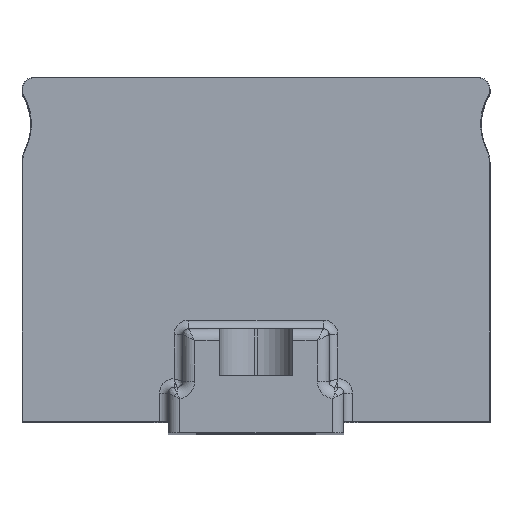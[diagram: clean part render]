
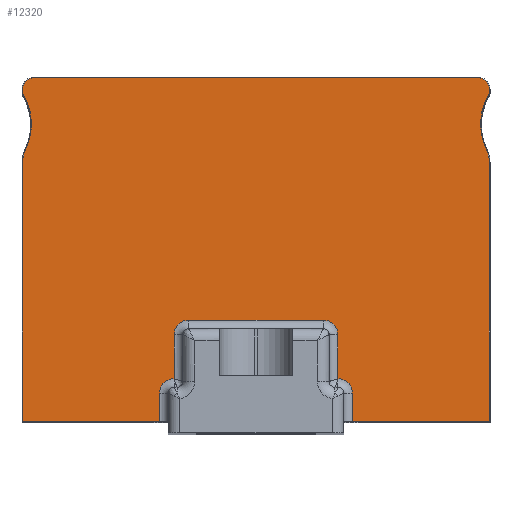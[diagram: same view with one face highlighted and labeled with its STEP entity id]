
A CAD part, top view. The second image highlights one B-rep face of the part: STEP entity #12320.
In plain terms, the highlighted planar face has unit normal (0, 0, 1).
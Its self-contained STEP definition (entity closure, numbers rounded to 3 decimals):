
#1612=DIRECTION('',(0.,-1.,0.));
#1613=VECTOR('',#1612,44.262);
#1614=CARTESIAN_POINT('',(-39.9,46.262,146.));
#1615=LINE('',#1614,#1613);
#1616=CARTESIAN_POINT('',(-35.,46.262,146.));
#1617=DIRECTION('',(0.,0.,1.));
#1618=DIRECTION('',(-0.9,0.436,0.));
#1619=AXIS2_PLACEMENT_3D('',#1616,#1617,#1618);
#1621=CARTESIAN_POINT('',(-48.5,52.8,146.));
#1622=DIRECTION('',(0.,0.,-1.));
#1623=DIRECTION('',(0.857,0.515,0.));
#1624=AXIS2_PLACEMENT_3D('',#1621,#1622,#1623);
#1626=CARTESIAN_POINT('',(-39.5,58.208,146.));
#1627=DIRECTION('',(0.,0.,1.));
#1628=DIRECTION('',(-1.,0.,0.));
#1629=AXIS2_PLACEMENT_3D('',#1626,#1627,#1628);
#1631=DIRECTION('',(0.,-1.,0.));
#1632=VECTOR('',#1631,0.592);
#1633=CARTESIAN_POINT('',(-39.9,58.8,146.));
#1634=LINE('',#1633,#1632);
#1635=CARTESIAN_POINT('',(-38.,58.8,146.));
#1636=DIRECTION('',(0.,0.,1.));
#1637=DIRECTION('',(0.,1.,0.));
#1638=AXIS2_PLACEMENT_3D('',#1635,#1636,#1637);
#1640=DIRECTION('',(-1.,0.,0.));
#1641=VECTOR('',#1640,76.);
#1642=CARTESIAN_POINT('',(38.,60.7,146.));
#1643=LINE('',#1642,#1641);
#1644=CARTESIAN_POINT('',(38.,58.8,146.));
#1645=DIRECTION('',(0.,0.,1.));
#1646=DIRECTION('',(1.,0.,0.));
#1647=AXIS2_PLACEMENT_3D('',#1644,#1645,#1646);
#1649=DIRECTION('',(0.,1.,0.));
#1650=VECTOR('',#1649,0.592);
#1651=CARTESIAN_POINT('',(39.9,58.208,146.));
#1652=LINE('',#1651,#1650);
#1653=CARTESIAN_POINT('',(39.5,58.208,146.));
#1654=DIRECTION('',(0.,0.,1.));
#1655=DIRECTION('',(0.857,-0.515,0.));
#1656=AXIS2_PLACEMENT_3D('',#1653,#1654,#1655);
#1658=CARTESIAN_POINT('',(48.5,52.8,146.));
#1659=DIRECTION('',(0.,0.,-1.));
#1660=DIRECTION('',(-0.9,-0.436,0.));
#1661=AXIS2_PLACEMENT_3D('',#1658,#1659,#1660);
#1663=CARTESIAN_POINT('',(35.,46.262,146.));
#1664=DIRECTION('',(0.,0.,1.));
#1665=DIRECTION('',(1.,0.,0.));
#1666=AXIS2_PLACEMENT_3D('',#1663,#1664,#1665);
#1668=DIRECTION('',(0.,1.,0.));
#1669=VECTOR('',#1668,44.262);
#1670=CARTESIAN_POINT('',(39.9,2.,146.));
#1671=LINE('',#1670,#1669);
#1672=DIRECTION('',(-1.,0.,0.));
#1673=VECTOR('',#1672,23.4);
#1674=CARTESIAN_POINT('',(39.9,2.,146.));
#1675=LINE('',#1674,#1673);
#1676=DIRECTION('',(0.,1.,0.));
#1677=VECTOR('',#1676,4.8);
#1678=CARTESIAN_POINT('',(16.5,2.,146.));
#1679=LINE('',#1678,#1677);
#1680=CARTESIAN_POINT('',(14.,6.8,146.));
#1681=DIRECTION('',(0.,0.,1.));
#1682=DIRECTION('',(1.,0.,0.));
#1683=AXIS2_PLACEMENT_3D('',#1680,#1681,#1682);
#1685=CARTESIAN_POINT('',(14.,9.3,146.));
#1686=CARTESIAN_POINT('',(14.,10.133,146.));
#1687=CARTESIAN_POINT('',(14.,11.8,146.));
#1688=CARTESIAN_POINT('',(14.,14.299,146.));
#1689=CARTESIAN_POINT('',(14.,15.966,146.));
#1690=CARTESIAN_POINT('',(14.,16.8,146.));
#1692=CARTESIAN_POINT('',(11.5,16.8,146.));
#1693=DIRECTION('',(0.,0.,1.));
#1694=DIRECTION('',(1.,0.,0.));
#1695=AXIS2_PLACEMENT_3D('',#1692,#1693,#1694);
#1697=DIRECTION('',(-1.,0.,0.));
#1698=VECTOR('',#1697,23.);
#1699=CARTESIAN_POINT('',(11.5,19.3,146.));
#1700=LINE('',#1699,#1698);
#1701=CARTESIAN_POINT('',(-11.5,16.8,146.));
#1702=DIRECTION('',(0.,0.,1.));
#1703=DIRECTION('',(0.,1.,0.));
#1704=AXIS2_PLACEMENT_3D('',#1701,#1702,#1703);
#1706=CARTESIAN_POINT('',(-14.,16.8,146.));
#1707=CARTESIAN_POINT('',(-14.,15.966,146.));
#1708=CARTESIAN_POINT('',(-14.,14.299,146.));
#1709=CARTESIAN_POINT('',(-14.,11.8,146.));
#1710=CARTESIAN_POINT('',(-14.,10.133,146.));
#1711=CARTESIAN_POINT('',(-14.,9.3,146.));
#1713=CARTESIAN_POINT('',(-14.,6.8,146.));
#1714=DIRECTION('',(0.,0.,1.));
#1715=DIRECTION('',(0.,1.,0.));
#1716=AXIS2_PLACEMENT_3D('',#1713,#1714,#1715);
#1718=DIRECTION('',(0.,-1.,0.));
#1719=VECTOR('',#1718,4.8);
#1720=CARTESIAN_POINT('',(-16.5,6.8,146.));
#1721=LINE('',#1720,#1719);
#1722=DIRECTION('',(-1.,0.,0.));
#1723=VECTOR('',#1722,23.4);
#1724=CARTESIAN_POINT('',(-16.5,2.,146.));
#1725=LINE('',#1724,#1723);
#9149=CARTESIAN_POINT('',(16.5,2.,146.));
#9150=CARTESIAN_POINT('',(16.5,6.8,146.));
#9151=VERTEX_POINT('',#9149);
#9152=VERTEX_POINT('',#9150);
#9153=CARTESIAN_POINT('',(14.,9.3,146.));
#9154=VERTEX_POINT('',#9153);
#9158=VERTEX_POINT('',#1706);
#9159=VERTEX_POINT('',#1711);
#9162=CARTESIAN_POINT('',(-11.5,19.3,146.));
#9163=VERTEX_POINT('',#9162);
#9166=CARTESIAN_POINT('',(11.5,19.3,146.));
#9167=VERTEX_POINT('',#9166);
#9170=CARTESIAN_POINT('',(14.,16.8,146.));
#9171=VERTEX_POINT('',#9170);
#9175=CARTESIAN_POINT('',(-16.5,6.8,146.));
#9176=CARTESIAN_POINT('',(-16.5,2.,146.));
#9177=VERTEX_POINT('',#9175);
#9178=VERTEX_POINT('',#9176);
#9742=CARTESIAN_POINT('',(-39.9,2.,146.));
#9744=VERTEX_POINT('',#9742);
#9748=CARTESIAN_POINT('',(-39.9,46.262,146.));
#9749=VERTEX_POINT('',#9748);
#9750=CARTESIAN_POINT('',(-39.41,48.398,146.));
#9751=VERTEX_POINT('',#9750);
#9754=CARTESIAN_POINT('',(-39.843,58.002,146.));
#9755=VERTEX_POINT('',#9754);
#9760=CARTESIAN_POINT('',(-39.9,58.8,146.));
#9761=CARTESIAN_POINT('',(-39.9,58.208,146.));
#9762=VERTEX_POINT('',#9760);
#9763=VERTEX_POINT('',#9761);
#9766=CARTESIAN_POINT('',(-38.,60.7,146.));
#9767=VERTEX_POINT('',#9766);
#9770=CARTESIAN_POINT('',(38.,60.7,146.));
#9771=VERTEX_POINT('',#9770);
#9774=CARTESIAN_POINT('',(39.9,58.8,146.));
#9775=VERTEX_POINT('',#9774);
#9778=CARTESIAN_POINT('',(39.9,58.208,146.));
#9779=VERTEX_POINT('',#9778);
#9784=CARTESIAN_POINT('',(39.41,48.398,146.));
#9785=CARTESIAN_POINT('',(39.843,58.002,146.));
#9786=VERTEX_POINT('',#9784);
#9787=VERTEX_POINT('',#9785);
#9790=CARTESIAN_POINT('',(39.9,46.262,146.));
#9791=VERTEX_POINT('',#9790);
#9795=CARTESIAN_POINT('',(39.9,2.,146.));
#9797=VERTEX_POINT('',#9795);
#12266=CARTESIAN_POINT('',(0.,0.,146.));
#12267=DIRECTION('',(0.,0.,1.));
#12268=DIRECTION('',(1.,0.,0.));
#12269=AXIS2_PLACEMENT_3D('',#12266,#12267,#12268);
#12270=PLANE('',#12269);
#12272=ORIENTED_EDGE('',*,*,#12271,.F.);
#12274=ORIENTED_EDGE('',*,*,#12273,.F.);
#12276=ORIENTED_EDGE('',*,*,#12275,.F.);
#12278=ORIENTED_EDGE('',*,*,#12277,.F.);
#12280=ORIENTED_EDGE('',*,*,#12279,.F.);
#12282=ORIENTED_EDGE('',*,*,#12281,.F.);
#12284=ORIENTED_EDGE('',*,*,#12283,.F.);
#12286=ORIENTED_EDGE('',*,*,#12285,.F.);
#12288=ORIENTED_EDGE('',*,*,#12287,.F.);
#12290=ORIENTED_EDGE('',*,*,#12289,.F.);
#12292=ORIENTED_EDGE('',*,*,#12291,.F.);
#12294=ORIENTED_EDGE('',*,*,#12293,.F.);
#12296=ORIENTED_EDGE('',*,*,#12295,.F.);
#12298=ORIENTED_EDGE('',*,*,#12297,.T.);
#12300=ORIENTED_EDGE('',*,*,#12299,.T.);
#12302=ORIENTED_EDGE('',*,*,#12301,.T.);
#12304=ORIENTED_EDGE('',*,*,#12303,.T.);
#12306=ORIENTED_EDGE('',*,*,#12305,.T.);
#12308=ORIENTED_EDGE('',*,*,#12307,.T.);
#12310=ORIENTED_EDGE('',*,*,#12309,.T.);
#12312=ORIENTED_EDGE('',*,*,#12311,.T.);
#12313=ORIENTED_EDGE('',*,*,#12256,.T.);
#12315=ORIENTED_EDGE('',*,*,#12314,.T.);
#12317=ORIENTED_EDGE('',*,*,#12316,.T.);
#12318=EDGE_LOOP('',(#12272,#12274,#12276,#12278,#12280,#12282,#12284,#12286,
#12288,#12290,#12292,#12294,#12296,#12298,#12300,#12302,#12304,#12306,#12308,
#12310,#12312,#12313,#12315,#12317));
#12319=FACE_OUTER_BOUND('',#12318,.F.);
#12320=ADVANCED_FACE('',(#12319),#12270,.T.);
#1620=CIRCLE('',#1619,4.9);
#1625=CIRCLE('',#1624,10.1);
#1630=CIRCLE('',#1629,0.4);
#1639=CIRCLE('',#1638,1.9);
#1648=CIRCLE('',#1647,1.9);
#1657=CIRCLE('',#1656,0.4);
#1662=CIRCLE('',#1661,10.1);
#1667=CIRCLE('',#1666,4.9);
#1684=CIRCLE('',#1683,2.5);
#1691=B_SPLINE_CURVE_WITH_KNOTS('',3,(#1685,#1686,#1687,#1688,#1689,#1690),
.UNSPECIFIED.,.F.,.F.,(4,1,1,4),(0.,0.333,0.667,1.),
.UNSPECIFIED.);
#1696=CIRCLE('',#1695,2.5);
#1705=CIRCLE('',#1704,2.5);
#1712=B_SPLINE_CURVE_WITH_KNOTS('',3,(#1706,#1707,#1708,#1709,#1710,#1711),
.UNSPECIFIED.,.F.,.F.,(4,1,1,4),(0.,0.333,0.667,1.),
.UNSPECIFIED.);
#1717=CIRCLE('',#1716,2.5);
#12256=EDGE_CURVE('',#9159,#9177,#1717,.T.);
#12271=EDGE_CURVE('',#9749,#9744,#1615,.T.);
#12273=EDGE_CURVE('',#9751,#9749,#1620,.T.);
#12275=EDGE_CURVE('',#9755,#9751,#1625,.T.);
#12277=EDGE_CURVE('',#9763,#9755,#1630,.T.);
#12279=EDGE_CURVE('',#9762,#9763,#1634,.T.);
#12281=EDGE_CURVE('',#9767,#9762,#1639,.T.);
#12283=EDGE_CURVE('',#9771,#9767,#1643,.T.);
#12285=EDGE_CURVE('',#9775,#9771,#1648,.T.);
#12287=EDGE_CURVE('',#9779,#9775,#1652,.T.);
#12289=EDGE_CURVE('',#9787,#9779,#1657,.T.);
#12291=EDGE_CURVE('',#9786,#9787,#1662,.T.);
#12293=EDGE_CURVE('',#9791,#9786,#1667,.T.);
#12295=EDGE_CURVE('',#9797,#9791,#1671,.T.);
#12297=EDGE_CURVE('',#9797,#9151,#1675,.T.);
#12299=EDGE_CURVE('',#9151,#9152,#1679,.T.);
#12301=EDGE_CURVE('',#9152,#9154,#1684,.T.);
#12303=EDGE_CURVE('',#9154,#9171,#1691,.T.);
#12305=EDGE_CURVE('',#9171,#9167,#1696,.T.);
#12307=EDGE_CURVE('',#9167,#9163,#1700,.T.);
#12309=EDGE_CURVE('',#9163,#9158,#1705,.T.);
#12311=EDGE_CURVE('',#9158,#9159,#1712,.T.);
#12314=EDGE_CURVE('',#9177,#9178,#1721,.T.);
#12316=EDGE_CURVE('',#9178,#9744,#1725,.T.);
